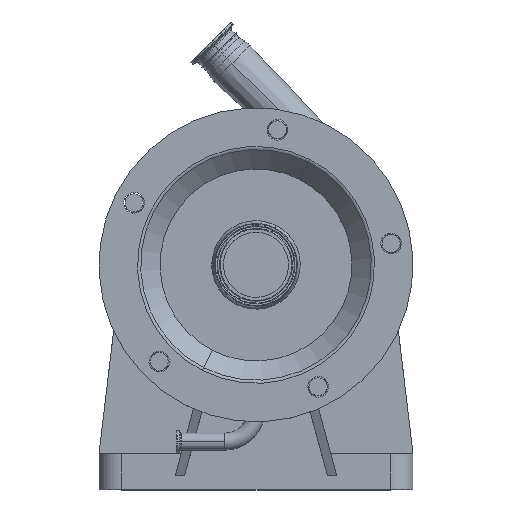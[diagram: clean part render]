
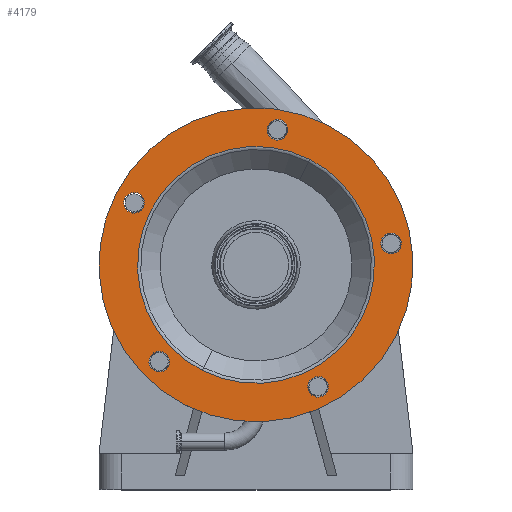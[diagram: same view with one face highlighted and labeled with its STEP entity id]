
A CAD part, top view. The second image highlights one B-rep face of the part: STEP entity #4179.
In plain terms, the highlighted planar face has unit normal (0, 0, 1).
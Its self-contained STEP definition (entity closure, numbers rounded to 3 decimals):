
#70 = CARTESIAN_POINT ( 'NONE',  ( -141.099, 58.987, 289.5 ) ) ;
#297 = AXIS2_PLACEMENT_3D ( 'NONE', #3527, #11223, #4631 ) ;
#341 = VERTEX_POINT ( 'NONE', #13741 ) ;
#351 = EDGE_LOOP ( 'NONE', ( #4061, #4091 ) ) ;
#406 = DIRECTION ( 'NONE',  ( 0.454, 0.891, 0. ) ) ;
#509 = VERTEX_POINT ( 'NONE', #11288 ) ;
#868 = CARTESIAN_POINT ( 'NONE',  ( -155.926, 79.448, 289.5 ) ) ;
#879 = VERTEX_POINT ( 'NONE', #10210 ) ;
#895 = EDGE_CURVE ( 'NONE', #1658, #509, #4588, .T. ) ;
#942 = EDGE_CURVE ( 'NONE', #13060, #12054, #4397, .T. ) ;
#1466 = DIRECTION ( 'NONE',  ( 0., 0., 1. ) ) ;
#1491 = CARTESIAN_POINT ( 'NONE',  ( 0., 0., 289.5 ) ) ;
#1605 = AXIS2_PLACEMENT_3D ( 'NONE', #8128, #1466, #9233 ) ;
#1658 = VERTEX_POINT ( 'NONE', #7568 ) ;
#1878 = DIRECTION ( 'NONE',  ( 0., 0., 1. ) ) ;
#2079 = DIRECTION ( 'NONE',  ( 0., 0., -1. ) ) ;
#2374 = VERTEX_POINT ( 'NONE', #11342 ) ;
#2659 = DIRECTION ( 'NONE',  ( -0.454, -0.891, 0. ) ) ;
#3255 = CIRCLE ( 'NONE', #4895, 11.5 ) ;
#3262 = CARTESIAN_POINT ( 'NONE',  ( -135.878, 69.234, 289.5 ) ) ;
#3268 = EDGE_CURVE ( 'NONE', #10374, #8110, #10787, .T. ) ;
#3370 = AXIS2_PLACEMENT_3D ( 'NONE', #13763, #7167, #406 ) ;
#3458 = CARTESIAN_POINT ( 'NONE',  ( -107.834, -107.834, 289.5 ) ) ;
#3527 = CARTESIAN_POINT ( 'NONE',  ( 69.234, -135.878, 289.5 ) ) ;
#3626 = AXIS2_PLACEMENT_3D ( 'NONE', #3745, #11451, #4855 ) ;
#3745 = CARTESIAN_POINT ( 'NONE',  ( 0., 0., 289.5 ) ) ;
#3977 = ORIENTED_EDGE ( 'NONE', *, *, #14449, .F. ) ;
#4003 = ORIENTED_EDGE ( 'NONE', *, *, #10954, .F. ) ;
#4061 = ORIENTED_EDGE ( 'NONE', *, *, #6979, .F. ) ;
#4091 = ORIENTED_EDGE ( 'NONE', *, *, #14424, .F. ) ;
#4179 = ADVANCED_FACE ( 'NONE', ( #8039, #8908, #12014, #7866, #7545, #7374, #12031 ), #12016, .F. ) ;
#4221 = ORIENTED_EDGE ( 'NONE', *, *, #13832, .F. ) ;
#4255 = ORIENTED_EDGE ( 'NONE', *, *, #942, .F. ) ;
#4309 = ORIENTED_EDGE ( 'NONE', *, *, #5590, .F. ) ;
#4357 = DIRECTION ( 'NONE',  ( 0., 0., 1. ) ) ;
#4378 = DIRECTION ( 'NONE',  ( 0.454, 0.891, 0. ) ) ;
#4397 = CIRCLE ( 'NONE', #8818, 11.5 ) ;
#4415 = ORIENTED_EDGE ( 'NONE', *, *, #9163, .F. ) ;
#4456 = ORIENTED_EDGE ( 'NONE', *, *, #13045, .T. ) ;
#4481 = CIRCLE ( 'NONE', #12840, 11.5 ) ;
#4498 = ORIENTED_EDGE ( 'NONE', *, *, #12855, .T. ) ;
#4506 = DIRECTION ( 'NONE',  ( 0., 0., 1. ) ) ;
#4539 = CARTESIAN_POINT ( 'NONE',  ( 155.843, 34.103, 289.5 ) ) ;
#4564 = DIRECTION ( 'NONE',  ( 0.454, 0.891, 0. ) ) ;
#4568 = CIRCLE ( 'NONE', #14301, 175. ) ;
#4588 = CIRCLE ( 'NONE', #3626, 175. ) ;
#4601 = ORIENTED_EDGE ( 'NONE', *, *, #895, .F. ) ;
#4631 = DIRECTION ( 'NONE',  ( 0.454, 0.891, 0. ) ) ;
#4800 = ORIENTED_EDGE ( 'NONE', *, *, #13188, .F. ) ;
#4806 = CARTESIAN_POINT ( 'NONE',  ( 145.402, 13.61, 289.5 ) ) ;
#4816 = ORIENTED_EDGE ( 'NONE', *, *, #8658, .F. ) ;
#4855 = DIRECTION ( 'NONE',  ( -0.454, -0.891, 0. ) ) ;
#4895 = AXIS2_PLACEMENT_3D ( 'NONE', #11101, #4506, #12206 ) ;
#4944 = CARTESIAN_POINT ( 'NONE',  ( 150.622, 23.856, 289.5 ) ) ;
#4972 = ORIENTED_EDGE ( 'NONE', *, *, #3268, .F. ) ;
#5103 = CARTESIAN_POINT ( 'NONE',  ( 64.013, -146.125, 289.5 ) ) ;
#5119 = CARTESIAN_POINT ( 'NONE',  ( 69.234, -135.878, 289.5 ) ) ;
#5305 = DIRECTION ( 'NONE',  ( 0., 0., -1. ) ) ;
#5404 = AXIS2_PLACEMENT_3D ( 'NONE', #3458, #11156, #4564 ) ;
#5413 = CIRCLE ( 'NONE', #1605, 11.5 ) ;
#5432 = DIRECTION ( 'NONE',  ( 0., 0., -1. ) ) ;
#5590 = EDGE_CURVE ( 'NONE', #2374, #11851, #5413, .T. ) ;
#5976 = AXIS2_PLACEMENT_3D ( 'NONE', #5119, #12837, #6234 ) ;
#6036 = VERTEX_POINT ( 'NONE', #12879 ) ;
#6072 = DIRECTION ( 'NONE',  ( 0.454, 0.891, 0. ) ) ;
#6234 = DIRECTION ( 'NONE',  ( 0.454, 0.891, 0. ) ) ;
#6345 = CIRCLE ( 'NONE', #5404, 11.5 ) ;
#6471 = CIRCLE ( 'NONE', #9028, 11.5 ) ;
#6772 = EDGE_LOOP ( 'NONE', ( #4221, #4255 ) ) ;
#6907 = AXIS2_PLACEMENT_3D ( 'NONE', #1491, #9253, #2659 ) ;
#6979 = EDGE_CURVE ( 'NONE', #13969, #10618, #10894, .T. ) ;
#7002 = AXIS2_PLACEMENT_3D ( 'NONE', #868, #5432, #13155 ) ;
#7167 = DIRECTION ( 'NONE',  ( 0., 0., 1. ) ) ;
#7374 = FACE_OUTER_BOUND ( 'NONE', #9876, .T. ) ;
#7545 = FACE_BOUND ( 'NONE', #11126, .T. ) ;
#7568 = CARTESIAN_POINT ( 'NONE',  ( -79.448, -155.926, 289.5 ) ) ;
#7866 = FACE_BOUND ( 'NONE', #9311, .T. ) ;
#7962 = EDGE_LOOP ( 'NONE', ( #3977, #4003 ) ) ;
#8039 = FACE_BOUND ( 'NONE', #7962, .T. ) ;
#8110 = VERTEX_POINT ( 'NONE', #8539 ) ;
#8128 = CARTESIAN_POINT ( 'NONE',  ( 23.856, 150.622, 289.5 ) ) ;
#8503 = CARTESIAN_POINT ( 'NONE',  ( -107.834, -107.834, 289.5 ) ) ;
#8539 = CARTESIAN_POINT ( 'NONE',  ( -130.658, 79.48, 289.5 ) ) ;
#8548 = CIRCLE ( 'NONE', #6907, 132.071 ) ;
#8658 = EDGE_CURVE ( 'NONE', #8110, #10374, #4481, .T. ) ;
#8697 = CARTESIAN_POINT ( 'NONE',  ( 0., 0., 289.5 ) ) ;
#8818 = AXIS2_PLACEMENT_3D ( 'NONE', #4944, #12671, #6072 ) ;
#8908 = FACE_BOUND ( 'NONE', #351, .T. ) ;
#8947 = AXIS2_PLACEMENT_3D ( 'NONE', #8503, #1878, #9607 ) ;
#9028 = AXIS2_PLACEMENT_3D ( 'NONE', #10949, #4357, #12058 ) ;
#9163 = EDGE_CURVE ( 'NONE', #11851, #2374, #3255, .T. ) ;
#9233 = DIRECTION ( 'NONE',  ( 0.454, 0.891, 0. ) ) ;
#9253 = DIRECTION ( 'NONE',  ( 0., 0., -1. ) ) ;
#9311 = EDGE_LOOP ( 'NONE', ( #4309, #4415 ) ) ;
#9386 = AXIS2_PLACEMENT_3D ( 'NONE', #8697, #2079, #9796 ) ;
#9519 = CIRCLE ( 'NONE', #8947, 11.5 ) ;
#9607 = DIRECTION ( 'NONE',  ( 0.454, 0.891, 0. ) ) ;
#9796 = DIRECTION ( 'NONE',  ( -0.454, -0.891, 0. ) ) ;
#9862 = CIRCLE ( 'NONE', #5976, 11.5 ) ;
#9876 = EDGE_LOOP ( 'NONE', ( #4601, #4800 ) ) ;
#10129 = CARTESIAN_POINT ( 'NONE',  ( -113.055, -118.08, 289.5 ) ) ;
#10210 = CARTESIAN_POINT ( 'NONE',  ( -102.613, -97.587, 289.5 ) ) ;
#10349 = VERTEX_POINT ( 'NONE', #10129 ) ;
#10374 = VERTEX_POINT ( 'NONE', #70 ) ;
#10610 = CIRCLE ( 'NONE', #9386, 132.071 ) ;
#10618 = VERTEX_POINT ( 'NONE', #5103 ) ;
#10787 = CIRCLE ( 'NONE', #3370, 11.5 ) ;
#10894 = CIRCLE ( 'NONE', #297, 11.5 ) ;
#10949 = CARTESIAN_POINT ( 'NONE',  ( 150.622, 23.856, 289.5 ) ) ;
#10954 = EDGE_CURVE ( 'NONE', #10349, #879, #6345, .T. ) ;
#10970 = DIRECTION ( 'NONE',  ( 0., 0., 1. ) ) ;
#11101 = CARTESIAN_POINT ( 'NONE',  ( 23.856, 150.622, 289.5 ) ) ;
#11126 = EDGE_LOOP ( 'NONE', ( #4456, #4498 ) ) ;
#11156 = DIRECTION ( 'NONE',  ( 0., 0., 1. ) ) ;
#11223 = DIRECTION ( 'NONE',  ( 0., 0., 1. ) ) ;
#11288 = CARTESIAN_POINT ( 'NONE',  ( 79.448, 155.926, 289.5 ) ) ;
#11342 = CARTESIAN_POINT ( 'NONE',  ( 29.077, 160.869, 289.5 ) ) ;
#11451 = DIRECTION ( 'NONE',  ( 0., 0., -1. ) ) ;
#11851 = VERTEX_POINT ( 'NONE', #14110 ) ;
#11895 = CARTESIAN_POINT ( 'NONE',  ( 0., 0., 289.5 ) ) ;
#12014 = FACE_BOUND ( 'NONE', #6772, .T. ) ;
#12016 = PLANE ( 'NONE',  #7002 ) ;
#12031 = FACE_BOUND ( 'NONE', #12964, .T. ) ;
#12054 = VERTEX_POINT ( 'NONE', #4539 ) ;
#12058 = DIRECTION ( 'NONE',  ( 0.454, 0.891, 0. ) ) ;
#12206 = DIRECTION ( 'NONE',  ( 0.454, 0.891, 0. ) ) ;
#12238 = CARTESIAN_POINT ( 'NONE',  ( 74.454, -125.632, 289.5 ) ) ;
#12671 = DIRECTION ( 'NONE',  ( 0., 0., 1. ) ) ;
#12837 = DIRECTION ( 'NONE',  ( 0., 0., 1. ) ) ;
#12840 = AXIS2_PLACEMENT_3D ( 'NONE', #3262, #10970, #4378 ) ;
#12855 = EDGE_CURVE ( 'NONE', #6036, #341, #10610, .T. ) ;
#12879 = CARTESIAN_POINT ( 'NONE',  ( 59.959, 117.676, 289.5 ) ) ;
#12964 = EDGE_LOOP ( 'NONE', ( #4816, #4972 ) ) ;
#13031 = DIRECTION ( 'NONE',  ( -0.454, -0.891, 0. ) ) ;
#13045 = EDGE_CURVE ( 'NONE', #341, #6036, #8548, .T. ) ;
#13060 = VERTEX_POINT ( 'NONE', #4806 ) ;
#13155 = DIRECTION ( 'NONE',  ( -0.454, -0.891, 0. ) ) ;
#13188 = EDGE_CURVE ( 'NONE', #509, #1658, #4568, .T. ) ;
#13741 = CARTESIAN_POINT ( 'NONE',  ( -59.959, -117.676, 289.5 ) ) ;
#13763 = CARTESIAN_POINT ( 'NONE',  ( -135.878, 69.234, 289.5 ) ) ;
#13832 = EDGE_CURVE ( 'NONE', #12054, #13060, #6471, .T. ) ;
#13969 = VERTEX_POINT ( 'NONE', #12238 ) ;
#14110 = CARTESIAN_POINT ( 'NONE',  ( 18.635, 140.376, 289.5 ) ) ;
#14301 = AXIS2_PLACEMENT_3D ( 'NONE', #11895, #5305, #13031 ) ;
#14424 = EDGE_CURVE ( 'NONE', #10618, #13969, #9862, .T. ) ;
#14449 = EDGE_CURVE ( 'NONE', #879, #10349, #9519, .T. ) ;
